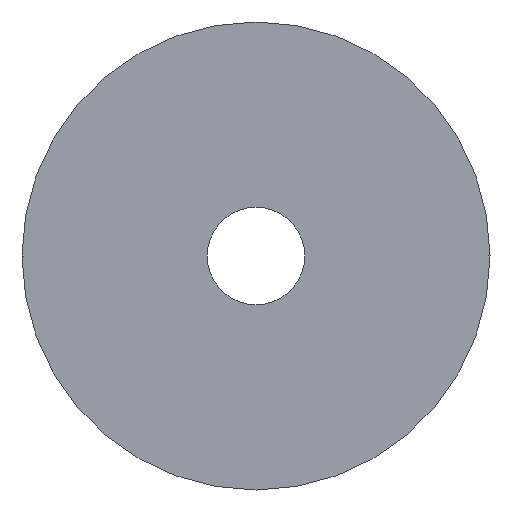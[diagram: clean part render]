
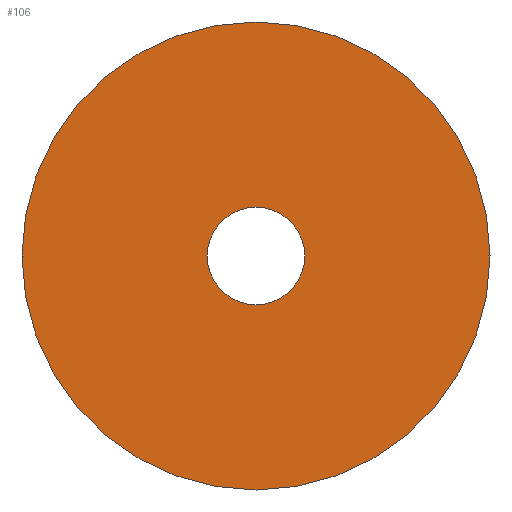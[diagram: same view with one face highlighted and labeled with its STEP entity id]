
A CAD part, front view. The second image highlights one B-rep face of the part: STEP entity #106.
In plain terms, the highlighted planar face has unit normal (0, -1, 0).
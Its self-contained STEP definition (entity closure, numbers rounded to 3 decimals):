
#19=CARTESIAN_POINT('',(0.,0.,0.));
#20=DIRECTION('',(0.,1.,0.));
#21=DIRECTION('',(1.,0.,0.));
#22=AXIS2_PLACEMENT_3D('',#19,#20,#21);
#24=CARTESIAN_POINT('',(0.,0.,0.));
#25=DIRECTION('',(0.,-1.,0.));
#26=DIRECTION('',(1.,0.,0.));
#27=AXIS2_PLACEMENT_3D('',#24,#25,#26);
#29=CARTESIAN_POINT('',(0.,0.,0.));
#30=DIRECTION('',(0.,-1.,0.));
#31=DIRECTION('',(1.,0.,0.));
#32=AXIS2_PLACEMENT_3D('',#29,#30,#31);
#44=CARTESIAN_POINT('',(0.,0.,0.));
#45=DIRECTION('',(0.,1.,0.));
#46=DIRECTION('',(1.,0.,0.));
#47=AXIS2_PLACEMENT_3D('',#44,#45,#46);
#50=CARTESIAN_POINT('',(25.,0.,0.));
#52=VERTEX_POINT('',#50);
#53=CARTESIAN_POINT('',(120.,0.,0.));
#54=VERTEX_POINT('',#53);
#56=CARTESIAN_POINT('',(-25.,0.,0.));
#58=VERTEX_POINT('',#56);
#59=CARTESIAN_POINT('',(-120.,0.,0.));
#60=VERTEX_POINT('',#59);
#91=CARTESIAN_POINT('',(0.,0.,0.));
#92=DIRECTION('',(0.,-1.,0.));
#93=DIRECTION('',(-1.,0.,0.));
#94=AXIS2_PLACEMENT_3D('',#91,#92,#93);
#95=PLANE('',#94);
#97=ORIENTED_EDGE('',*,*,#96,.F.);
#99=ORIENTED_EDGE('',*,*,#98,.T.);
#100=EDGE_LOOP('',(#97,#99));
#101=FACE_OUTER_BOUND('',#100,.F.);
#102=ORIENTED_EDGE('',*,*,#83,.F.);
#103=ORIENTED_EDGE('',*,*,#72,.T.);
#104=EDGE_LOOP('',(#102,#103));
#105=FACE_BOUND('',#104,.F.);
#106=ADVANCED_FACE('',(#101,#105),#95,.T.);
#23=CIRCLE('',#22,25.);
#28=CIRCLE('',#27,25.);
#33=CIRCLE('',#32,120.);
#48=CIRCLE('',#47,120.);
#72=EDGE_CURVE('',#52,#58,#28,.T.);
#83=EDGE_CURVE('',#52,#58,#23,.T.);
#96=EDGE_CURVE('',#54,#60,#33,.T.);
#98=EDGE_CURVE('',#54,#60,#48,.T.);
